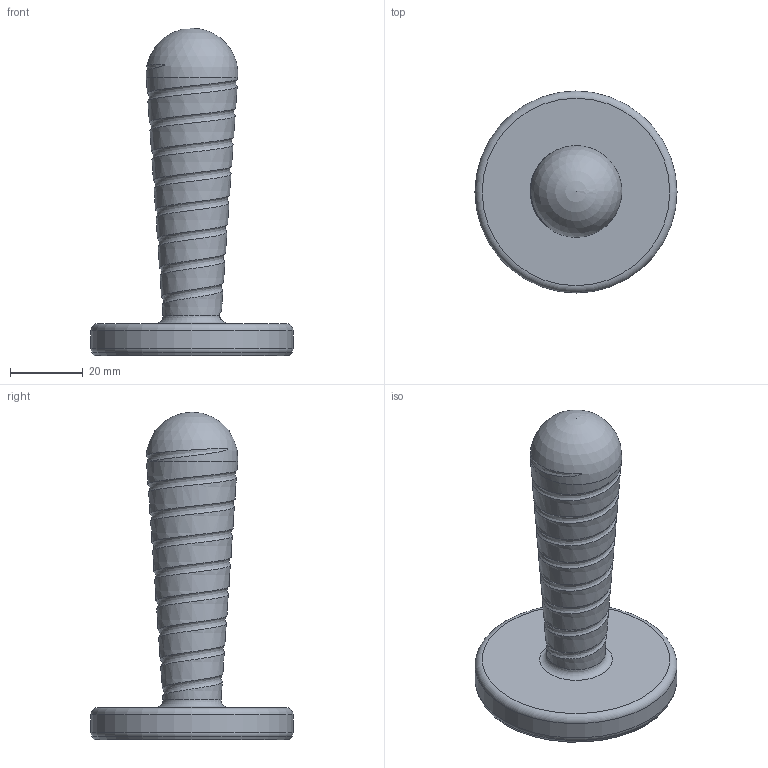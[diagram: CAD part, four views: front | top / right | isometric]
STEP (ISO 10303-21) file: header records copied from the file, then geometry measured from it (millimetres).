
FILE_DESCRIPTION(('FreeCAD Model'),'2;1');
FILE_NAME('coffee_tamper.step','2021-12-26T21:34:12',( 'Felix Morgner'),(''),'Open CASCADE STEP processor 7.5','FreeCAD', 'Unknown');
FILE_SCHEMA(('AUTOMOTIVE_DESIGN { 1 0 10303 214 1 1 1 1 }'));
Length unit declared in the file: millimetre
Products named in the file (2): tamper
Assembly tree (1 placements, depth 2):
  tamper
    tamper
Bounding box: 55.5 x 55.5 x 90 mm (x, y, z)
Volume: 47985.1 mm3; surface area: 11411.2 mm2
Topology: 1 solids, 1 shells, 28 faces, 72 edges, 46 vertices
Faces by surface type: cone 11, bspline 9, torus 3, cylinder 2, plane 2, sphere 1
Full cylindrical faces by diameter (mm): 55.5 x1
Entity records: 8781 total; most frequent: CARTESIAN_POINT 7558, DIRECTION 147, ORIENTED_EDGE 142, PCURVE 142, DEFINITIONAL_REPRESENTATION 142, B_SPLINE_CURVE_WITH_KNOTS 114, LINE 74, VECTOR 74
